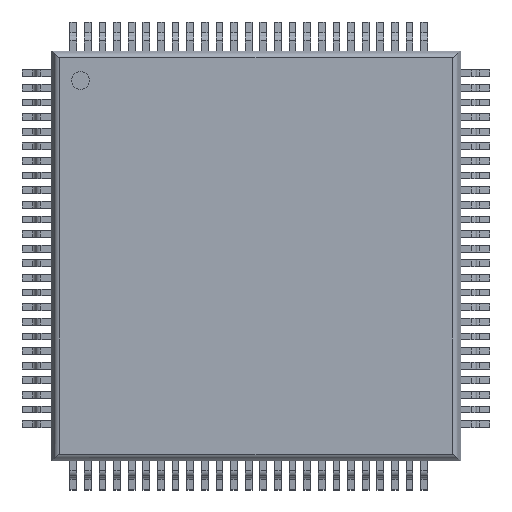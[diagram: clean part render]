
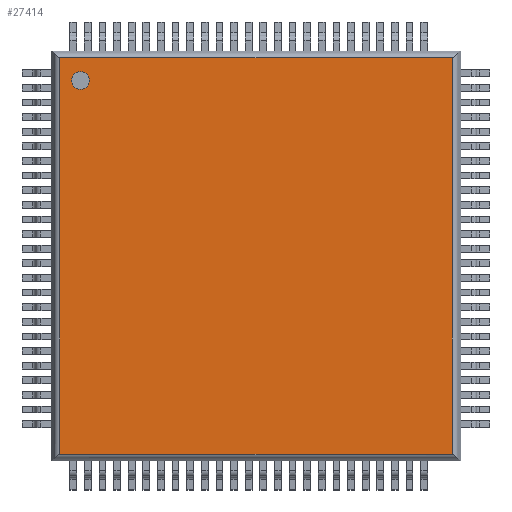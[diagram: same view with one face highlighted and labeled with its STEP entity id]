
A CAD part, top view. The second image highlights one B-rep face of the part: STEP entity #27414.
In plain terms, the highlighted planar face has unit normal (0, 0, 1).
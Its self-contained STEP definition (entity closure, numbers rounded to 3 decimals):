
#14=FACE_BOUND('',#3783,.T.);
#1037=PLANE('',#29612);
#2408=FACE_OUTER_BOUND('',#3782,.T.);
#3782=EDGE_LOOP('',(#23797,#23798,#23799,#23800));
#3783=EDGE_LOOP('',(#23801));
#6763=LINE('',#44536,#9708);
#6764=LINE('',#44568,#9709);
#6772=LINE('',#44591,#9717);
#6773=LINE('',#44593,#9718);
#9708=VECTOR('',#36872,1.);
#9709=VECTOR('',#36875,1.);
#9717=VECTOR('',#36897,1.);
#9718=VECTOR('',#36900,1.);
#9736=CIRCLE('',#27442,0.3);
#10538=VERTEX_POINT('',#36943);
#12965=VERTEX_POINT('',#44506);
#12966=VERTEX_POINT('',#44521);
#12967=VERTEX_POINT('',#44538);
#12968=VERTEX_POINT('',#44553);
#12981=EDGE_CURVE('',#10538,#10538,#9736,.T.);
#16709=EDGE_CURVE('',#12966,#12965,#6763,.T.);
#16712=EDGE_CURVE('',#12968,#12967,#6764,.T.);
#16724=EDGE_CURVE('',#12967,#12966,#6772,.T.);
#16725=EDGE_CURVE('',#12968,#12965,#6773,.T.);
#23797=ORIENTED_EDGE('',*,*,#16709,.F.);
#23798=ORIENTED_EDGE('',*,*,#16724,.F.);
#23799=ORIENTED_EDGE('',*,*,#16712,.F.);
#23800=ORIENTED_EDGE('',*,*,#16725,.T.);
#23801=ORIENTED_EDGE('',*,*,#12981,.T.);
#27414=ADVANCED_FACE('',(#2408,#14),#1037,.T.);
#27442=AXIS2_PLACEMENT_3D('',#36945,#29631,#29632);
#29612=AXIS2_PLACEMENT_3D('',#44592,#36898,#36899);
#29631=DIRECTION('center_axis',(0.,0.,
-1.));
#29632=DIRECTION('ref_axis',(1.,0.,0.));
#36872=DIRECTION('',(-1.,0.,0.));
#36875=DIRECTION('',(1.,0.,0.));
#36897=DIRECTION('',(0.,-1.,0.));
#36898=DIRECTION('center_axis',(0.,0.,
1.));
#36899=DIRECTION('ref_axis',(-1.,0.,0.));
#36900=DIRECTION('',(0.,-1.,0.));
#36943=CARTESIAN_POINT('',(-6.8,6.,1.1));
#36945=CARTESIAN_POINT('Origin',(-6.5,6.,1.1));
#44506=CARTESIAN_POINT('',(-7.208,-6.774,1.1));
#44521=CARTESIAN_POINT('',(6.208,-6.774,1.1));
#44536=CARTESIAN_POINT('',(-0.5,-6.774,1.1));
#44538=CARTESIAN_POINT('',(6.208,6.774,1.1));
#44553=CARTESIAN_POINT('',(-7.208,6.774,1.1));
#44568=CARTESIAN_POINT('',(-0.5,6.774,1.1));
#44591=CARTESIAN_POINT('',(6.208,7.,1.1));
#44592=CARTESIAN_POINT('Origin',(-0.5,7.,1.1));
#44593=CARTESIAN_POINT('',(-7.208,7.,1.1));
